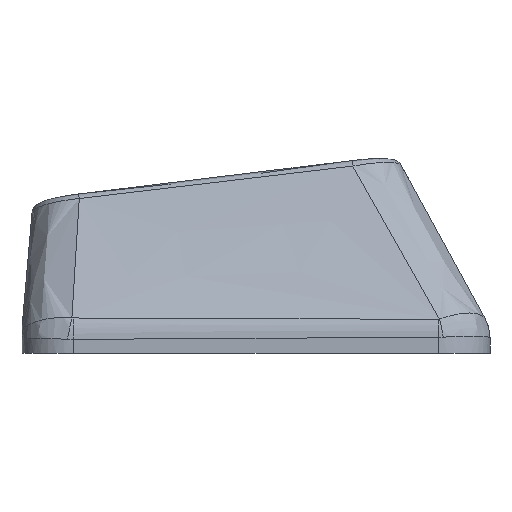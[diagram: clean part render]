
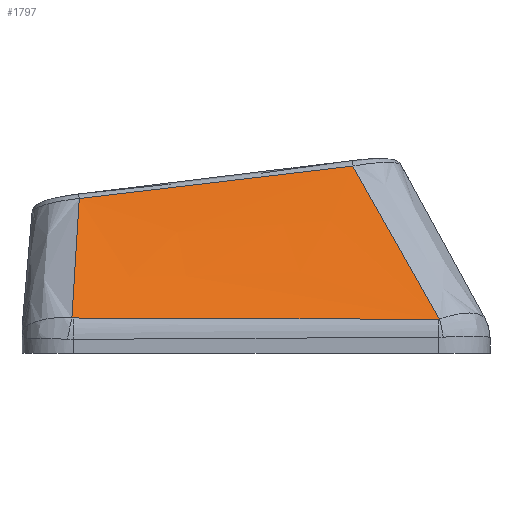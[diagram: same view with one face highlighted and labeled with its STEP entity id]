
A CAD part, left-side view. The second image highlights one B-rep face of the part: STEP entity #1797.
In plain terms, the highlighted free-form (B-spline) face has degree [3, 3] with [4, 4] control points.
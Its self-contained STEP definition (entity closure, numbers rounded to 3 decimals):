
#98=B_SPLINE_SURFACE_WITH_KNOTS('',3,3,((#3654,#3655,#3656,#3657),(#3658,
#3659,#3660,#3661),(#3662,#3663,#3664,#3665),(#3666,#3667,#3668,#3669)),
 .UNSPECIFIED.,.F.,.F.,.F.,(4,4),(4,4),(0.099,0.893),
(0.037,0.95),.UNSPECIFIED.);
#174=FACE_OUTER_BOUND('',#256,.T.);
#256=EDGE_LOOP('',(#1348,#1349,#1350,#1351,#1352,#1353));
#553=B_SPLINE_CURVE_WITH_KNOTS('',3,(#3332,#3333,#3334,#3335),
 .UNSPECIFIED.,.F.,.F.,(4,4),(0.,0.005),
 .UNSPECIFIED.);
#555=B_SPLINE_CURVE_WITH_KNOTS('',3,(#3359,#3360,#3361,#3362),
 .UNSPECIFIED.,.F.,.F.,(4,4),(0.,1.416),.UNSPECIFIED.);
#557=B_SPLINE_CURVE_WITH_KNOTS('',3,(#3386,#3387,#3388,#3389),
 .UNSPECIFIED.,.F.,.F.,(4,4),(0.,0.006),
 .UNSPECIFIED.);
#572=B_SPLINE_CURVE_WITH_KNOTS('',3,(#3671,#3672,#3673,#3674),
 .UNSPECIFIED.,.F.,.F.,(4,4),(0.03,0.781),
 .UNSPECIFIED.);
#573=B_SPLINE_CURVE_WITH_KNOTS('',3,(#3676,#3677,#3678,#3679),
 .UNSPECIFIED.,.F.,.F.,(4,4),(-1.069,0.),.UNSPECIFIED.);
#574=B_SPLINE_CURVE_WITH_KNOTS('',3,(#3680,#3681,#3682,#3683),
 .UNSPECIFIED.,.F.,.F.,(4,4),(-0.582,-0.025),
 .UNSPECIFIED.);
#761=VERTEX_POINT('',#3294);
#763=VERTEX_POINT('',#3325);
#765=VERTEX_POINT('',#3352);
#767=VERTEX_POINT('',#3379);
#783=VERTEX_POINT('',#3670);
#784=VERTEX_POINT('',#3675);
#997=EDGE_CURVE('',#761,#763,#553,.T.);
#1000=EDGE_CURVE('',#763,#765,#555,.T.);
#1003=EDGE_CURVE('',#765,#767,#557,.T.);
#1027=EDGE_CURVE('',#783,#761,#572,.T.);
#1028=EDGE_CURVE('',#784,#783,#573,.T.);
#1029=EDGE_CURVE('',#767,#784,#574,.T.);
#1348=ORIENTED_EDGE('',*,*,#1003,.F.);
#1349=ORIENTED_EDGE('',*,*,#1000,.F.);
#1350=ORIENTED_EDGE('',*,*,#997,.F.);
#1351=ORIENTED_EDGE('',*,*,#1027,.F.);
#1352=ORIENTED_EDGE('',*,*,#1028,.F.);
#1353=ORIENTED_EDGE('',*,*,#1029,.F.);
#1797=ADVANCED_FACE('',(#174),#98,.T.);
#3294=CARTESIAN_POINT('',(-16.051,-7.124,0.33));
#3325=CARTESIAN_POINT('',(-16.053,-7.077,0.326));
#3332=CARTESIAN_POINT('Ctrl Pts',(-16.051,-7.124,0.33));
#3333=CARTESIAN_POINT('Ctrl Pts',(-16.052,-7.108,0.328));
#3334=CARTESIAN_POINT('Ctrl Pts',(-16.053,-7.093,0.326));
#3335=CARTESIAN_POINT('Ctrl Pts',(-16.053,-7.077,0.326));
#3352=CARTESIAN_POINT('',(-15.974,7.086,0.377));
#3359=CARTESIAN_POINT('Ctrl Pts',(-16.053,-7.077,0.326));
#3360=CARTESIAN_POINT('Ctrl Pts',(-16.033,-2.356,0.342));
#3361=CARTESIAN_POINT('Ctrl Pts',(-16.008,2.365,0.359));
#3362=CARTESIAN_POINT('Ctrl Pts',(-15.974,7.086,0.377));
#3379=CARTESIAN_POINT('',(-15.97,7.144,0.382));
#3386=CARTESIAN_POINT('Ctrl Pts',(-15.974,7.086,0.377));
#3387=CARTESIAN_POINT('Ctrl Pts',(-15.974,7.106,0.377));
#3388=CARTESIAN_POINT('Ctrl Pts',(-15.973,7.125,0.379));
#3389=CARTESIAN_POINT('Ctrl Pts',(-15.97,7.144,0.382));
#3654=CARTESIAN_POINT('Ctrl Pts',(-12.906,-4.137,6.315));
#3655=CARTESIAN_POINT('Ctrl Pts',(-13.955,-5.133,4.319));
#3656=CARTESIAN_POINT('Ctrl Pts',(-15.004,-6.129,2.323));
#3657=CARTESIAN_POINT('Ctrl Pts',(-16.053,-7.125,0.327));
#3658=CARTESIAN_POINT('Ctrl Pts',(-12.906,-0.376,
5.875));
#3659=CARTESIAN_POINT('Ctrl Pts',(-13.955,-1.04,4.018));
#3660=CARTESIAN_POINT('Ctrl Pts',(-15.004,-1.705,2.161));
#3661=CARTESIAN_POINT('Ctrl Pts',(-16.053,-2.369,0.304));
#3662=CARTESIAN_POINT('Ctrl Pts',(-12.906,3.385,5.435));
#3663=CARTESIAN_POINT('Ctrl Pts',(-13.955,3.052,3.717));
#3664=CARTESIAN_POINT('Ctrl Pts',(-15.004,2.72,1.999));
#3665=CARTESIAN_POINT('Ctrl Pts',(-16.053,2.388,0.281));
#3666=CARTESIAN_POINT('Ctrl Pts',(-12.906,7.145,4.995));
#3667=CARTESIAN_POINT('Ctrl Pts',(-13.955,7.145,3.416));
#3668=CARTESIAN_POINT('Ctrl Pts',(-15.004,7.144,1.837));
#3669=CARTESIAN_POINT('Ctrl Pts',(-16.053,7.144,0.258));
#3670=CARTESIAN_POINT('',(-12.906,-3.756,6.271));
#3671=CARTESIAN_POINT('Ctrl Pts',(-12.906,-3.756,6.271));
#3672=CARTESIAN_POINT('Ctrl Pts',(-13.961,-4.885,4.296));
#3673=CARTESIAN_POINT('Ctrl Pts',(-15.008,-6.006,2.315));
#3674=CARTESIAN_POINT('Ctrl Pts',(-16.051,-7.124,0.33));
#3675=CARTESIAN_POINT('',(-12.917,6.858,5.013));
#3676=CARTESIAN_POINT('Ctrl Pts',(-12.917,6.858,5.013));
#3677=CARTESIAN_POINT('Ctrl Pts',(-12.914,3.32,5.43));
#3678=CARTESIAN_POINT('Ctrl Pts',(-12.91,-0.218,5.849));
#3679=CARTESIAN_POINT('Ctrl Pts',(-12.906,-3.756,6.271));
#3680=CARTESIAN_POINT('Ctrl Pts',(-15.97,7.144,0.382));
#3681=CARTESIAN_POINT('Ctrl Pts',(-14.947,7.041,1.923));
#3682=CARTESIAN_POINT('Ctrl Pts',(-13.929,6.944,3.467));
#3683=CARTESIAN_POINT('Ctrl Pts',(-12.917,6.858,5.013));
